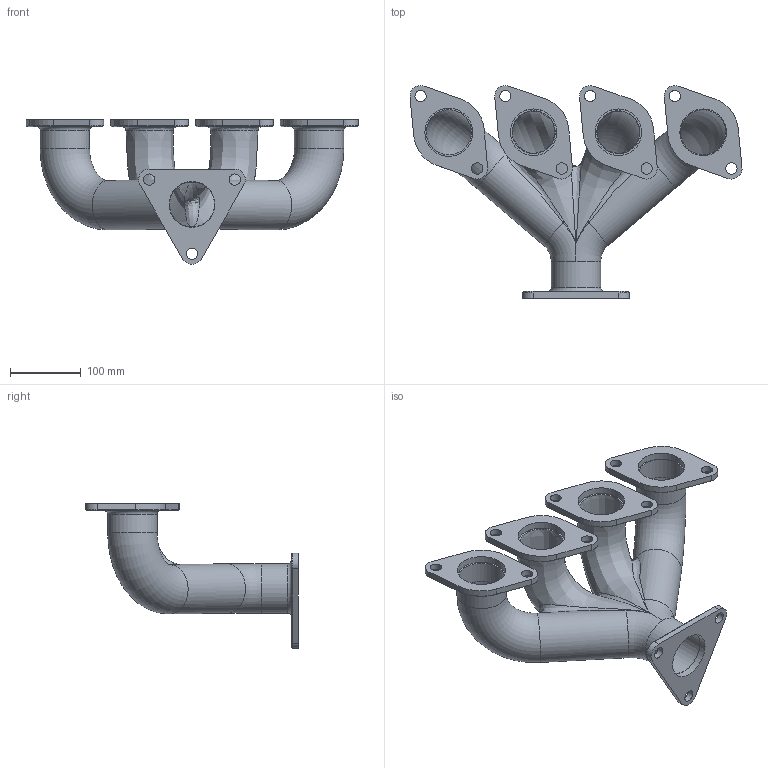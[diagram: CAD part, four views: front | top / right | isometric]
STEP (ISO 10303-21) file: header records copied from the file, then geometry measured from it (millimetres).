
FILE_DESCRIPTION(/* description */ (''),/* implementation_level */ '2;1');
FILE_NAME(/* name */ 'Exhaust Manifold.stp',/* time_stamp */ '2025-07-08T01:35:14+05:30',/* author */ ('Mohammad Haris'),/* organization */ (''),/* preprocessor_version */ 'ST-DEVELOPER v20',/* originating_system */ 'Autodesk Inventor 2025',/* authorisation */ '');
FILE_SCHEMA (('AUTOMOTIVE_DESIGN { 1 0 10303 214 3 1 1 }'));
Length unit declared in the file: millimetre
Products named in the file (1): Exhaust Manifold
Bounding box: 469.96 x 301.22 x 205 mm (x, y, z)
Volume: 835299 mm3; surface area: 549607.3 mm2
Topology: 1 solids, 6 shells, 223 faces, 623 edges, 419 vertices
Faces by surface type: plane 82, cylinder 80, cone 30, bspline 20, torus 11
Full cylindrical faces by diameter (mm): 16 x11, 22 x11, 64 x3, 65 x1, 66 x3, 68 x1, 70 x3, 71 x1, 72 x3, 74 x1
Entity records: 18782 total; most frequent: CARTESIAN_POINT 12761, ORIENTED_EDGE 1246, DIRECTION 1108, EDGE_CURVE 623, AXIS2_PLACEMENT_3D 425, VERTEX_POINT 419, EDGE_LOOP 292, LINE 258
